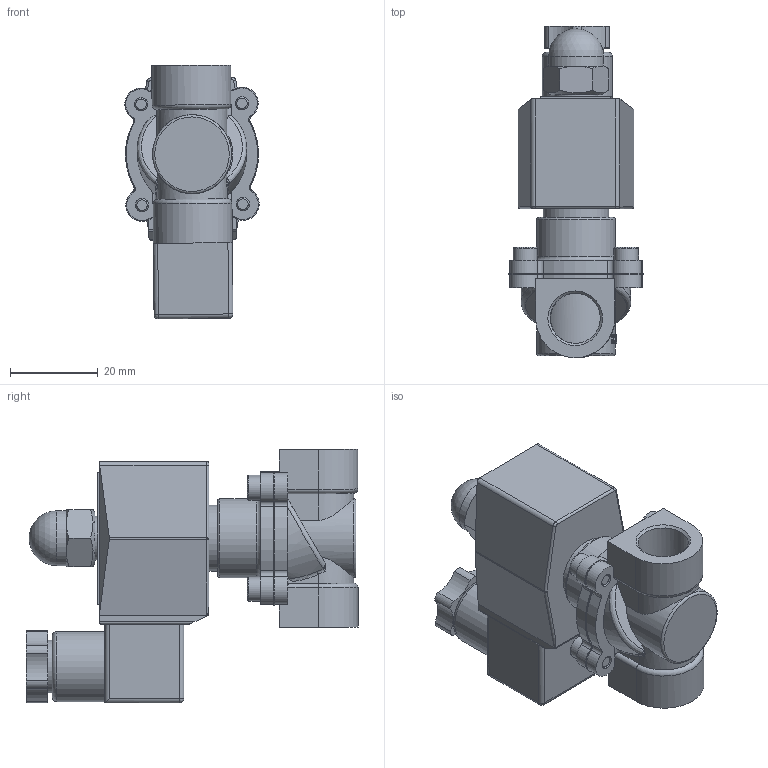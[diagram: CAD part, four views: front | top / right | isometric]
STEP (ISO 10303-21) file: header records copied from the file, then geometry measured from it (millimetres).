
FILE_DESCRIPTION(/* description */ (''),/* implementation_level */ '2;1');
FILE_NAME(/* name */ 'DN8_3D_STEP.stp',/* time_stamp */ '2024-02-15T10:40:35+03:00',/* author */ ('igorr'),/* organization */ (''),/* preprocessor_version */ 'ST-DEVELOPER v19.2',/* originating_system */ 'Autodesk Inventor 2023',/* authorisation */ '');
FILE_SCHEMA (('AUTOMOTIVE_DESIGN { 1 0 10303 214 3 1 1 }'));
Length unit declared in the file: millimetre
Products named in the file (4): Сборка; Деталь1; DIN 1587 - M8; AS 1420 - 1973 - M3 x 6
Assembly tree (6 placements, depth 2):
  Сборка
    Деталь1
    DIN 1587 - M8
    AS 1420 - 1973 - M3 x 6  x4
Bounding box: 30.59 x 75.69 x 57.91 mm (x, y, z)
Volume: 48375.7 mm3; surface area: 14387.6 mm2
Topology: 6 solids, 6 shells, 333 faces, 838 edges, 541 vertices
Faces by surface type: plane 132, cylinder 125, bspline 38, cone 19, torus 16, sphere 3
Full cylindrical faces by diameter (mm): 3 x8, 5.5 x4, 6.647 x1, 10 x2, 11.446 x2, 12 x1, 12.5 x1, 15 x1, 16 x1, 18 x1
Entity records: 10062 total; most frequent: CARTESIAN_POINT 2795, ORIENTED_EDGE 1454, DIRECTION 1448, EDGE_CURVE 727, AXIS2_PLACEMENT_3D 568, VERTEX_POINT 469, EDGE_LOOP 320, LINE 312
